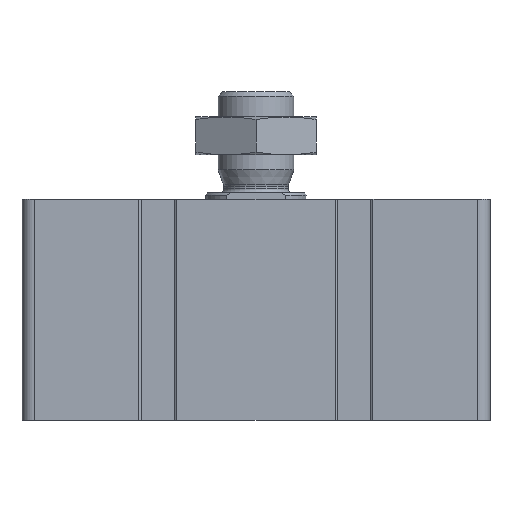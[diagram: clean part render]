
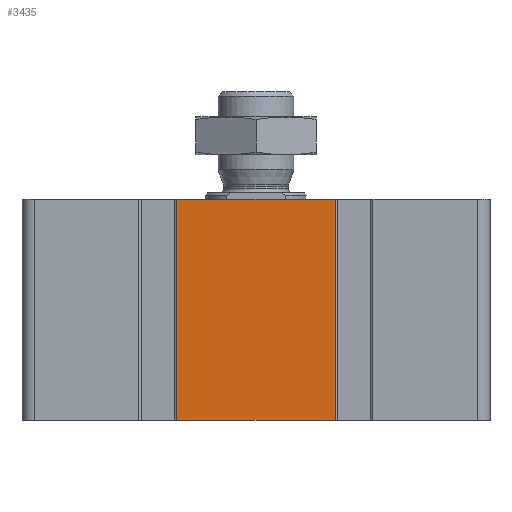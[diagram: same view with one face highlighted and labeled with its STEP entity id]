
A CAD part, front view. The second image highlights one B-rep face of the part: STEP entity #3435.
In plain terms, the highlighted planar face has unit normal (0, -1, 0).
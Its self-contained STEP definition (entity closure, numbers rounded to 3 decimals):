
#437=ORIENTED_EDGE('',*,*,#1422,.F.);
#438=ORIENTED_EDGE('',*,*,#1421,.F.);
#439=ORIENTED_EDGE('',*,*,#1423,.T.);
#440=ORIENTED_EDGE('',*,*,#1424,.T.);
#1421=EDGE_CURVE('',#1905,#1904,#2257,.T.);
#1422=EDGE_CURVE('',#1904,#1906,#2258,.T.);
#1423=EDGE_CURVE('',#1905,#1907,#2259,.T.);
#1424=EDGE_CURVE('',#1907,#1906,#2260,.T.);
#1904=VERTEX_POINT('',#5289);
#1905=VERTEX_POINT('',#5291);
#1906=VERTEX_POINT('',#5295);
#1907=VERTEX_POINT('',#5297);
#2257=LINE('',#5292,#2539);
#2258=LINE('',#5294,#2540);
#2259=LINE('',#5296,#2541);
#2260=LINE('',#5298,#2542);
#2539=VECTOR('',#4183,1000.);
#2540=VECTOR('',#4186,1000.);
#2541=VECTOR('',#4187,1000.);
#2542=VECTOR('',#4188,1000.);
#2803=EDGE_LOOP('',(#437,#438,#439,#440));
#3071=FACE_BOUND('',#2803,.T.);
#3330=PLANE('',#3697);
#3435=ADVANCED_FACE('',(#3071),#3330,.T.);
#3697=AXIS2_PLACEMENT_3D('',#5293,#4184,#4185);
#4183=DIRECTION('',(0.,0.,1.));
#4184=DIRECTION('',(0.,-1.,0.));
#4185=DIRECTION('',(0.,0.,-1.));
#4186=DIRECTION('',(1.,0.,0.));
#4187=DIRECTION('',(1.,0.,0.));
#4188=DIRECTION('',(0.,0.,1.));
#5289=CARTESIAN_POINT('',(-12.5,-37.,0.));
#5291=CARTESIAN_POINT('',(-12.5,-37.,-35.));
#5292=CARTESIAN_POINT('',(-12.5,-37.,-35.));
#5293=CARTESIAN_POINT('',(-12.5,-37.,-35.));
#5294=CARTESIAN_POINT('',(-12.5,-37.,0.));
#5295=CARTESIAN_POINT('',(12.5,-37.,0.));
#5296=CARTESIAN_POINT('',(-12.5,-37.,-35.));
#5297=CARTESIAN_POINT('',(12.5,-37.,-35.));
#5298=CARTESIAN_POINT('',(12.5,-37.,-35.));
